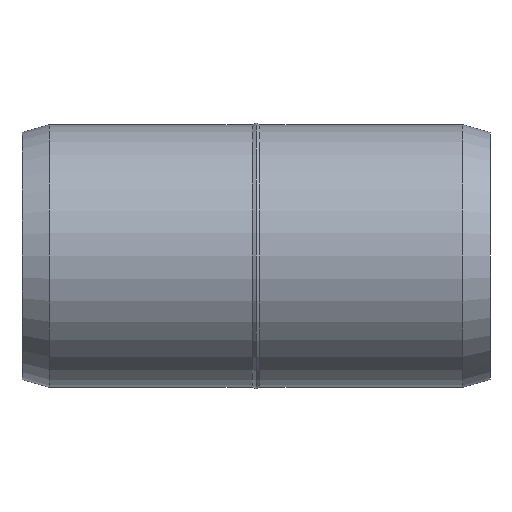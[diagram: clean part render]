
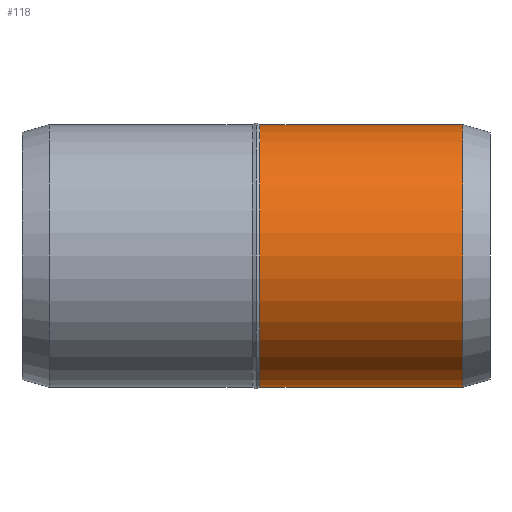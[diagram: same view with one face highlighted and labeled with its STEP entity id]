
A CAD part, front view. The second image highlights one B-rep face of the part: STEP entity #118.
In plain terms, the highlighted cylindrical face has radius 16.85 mm (diameter 33.7 mm), a partial arc.
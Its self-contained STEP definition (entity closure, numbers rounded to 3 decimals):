
#2 = EDGE_CURVE ( 'NONE', #393, #363, #298, .T. ) ;
#8 = CARTESIAN_POINT ( 'NONE',  ( 0.5, 0., -16.85 ) ) ;
#24 = CYLINDRICAL_SURFACE ( 'NONE', #89, 16.85 ) ;
#26 = DIRECTION ( 'NONE',  ( 0., 0., 1. ) ) ;
#30 = EDGE_CURVE ( 'NONE', #363, #332, #284, .T. ) ;
#36 = ORIENTED_EDGE ( 'NONE', *, *, #30, .F. ) ;
#53 = VERTEX_POINT ( 'NONE', #408 ) ;
#74 = DIRECTION ( 'NONE',  ( 1., 0., 0. ) ) ;
#86 = ORIENTED_EDGE ( 'NONE', *, *, #342, .T. ) ;
#89 = AXIS2_PLACEMENT_3D ( 'NONE', #253, #74, #250 ) ;
#93 = AXIS2_PLACEMENT_3D ( 'NONE', #249, #219, #26 ) ;
#101 = DIRECTION ( 'NONE',  ( 0., 0., 1. ) ) ;
#105 = ORIENTED_EDGE ( 'NONE', *, *, #322, .T. ) ;
#118 = ADVANCED_FACE ( 'NONE', ( #365 ), #24, .T. ) ;
#120 = AXIS2_PLACEMENT_3D ( 'NONE', #275, #431, #101 ) ;
#171 = EDGE_LOOP ( 'NONE', ( #351, #105, #86, #36 ) ) ;
#185 = VECTOR ( 'NONE', #388, 1000. ) ;
#211 = DIRECTION ( 'NONE',  ( 1., 0., 0. ) ) ;
#219 = DIRECTION ( 'NONE',  ( -1., 0., 0. ) ) ;
#249 = CARTESIAN_POINT ( 'NONE',  ( 0.5, 0., 0. ) ) ;
#250 = DIRECTION ( 'NONE',  ( 0., 0., 1. ) ) ;
#253 = CARTESIAN_POINT ( 'NONE',  ( 50., 0., 0. ) ) ;
#275 = CARTESIAN_POINT ( 'NONE',  ( 26.5, 0., 0. ) ) ;
#284 = LINE ( 'NONE', #293, #490 ) ;
#293 = CARTESIAN_POINT ( 'NONE',  ( 50., 0., 16.85 ) ) ;
#298 = CIRCLE ( 'NONE', #93, 16.85 ) ;
#308 = CIRCLE ( 'NONE', #120, 16.85 ) ;
#322 = EDGE_CURVE ( 'NONE', #393, #53, #397, .T. ) ;
#332 = VERTEX_POINT ( 'NONE', #428 ) ;
#342 = EDGE_CURVE ( 'NONE', #53, #332, #308, .T. ) ;
#345 = CARTESIAN_POINT ( 'NONE',  ( 0.5, 0., 16.85 ) ) ;
#351 = ORIENTED_EDGE ( 'NONE', *, *, #2, .F. ) ;
#363 = VERTEX_POINT ( 'NONE', #345 ) ;
#365 = FACE_OUTER_BOUND ( 'NONE', #171, .T. ) ;
#388 = DIRECTION ( 'NONE',  ( 1., 0., 0. ) ) ;
#393 = VERTEX_POINT ( 'NONE', #8 ) ;
#397 = LINE ( 'NONE', #423, #185 ) ;
#408 = CARTESIAN_POINT ( 'NONE',  ( 26.5, 0., -16.85 ) ) ;
#423 = CARTESIAN_POINT ( 'NONE',  ( 50., 0., -16.85 ) ) ;
#428 = CARTESIAN_POINT ( 'NONE',  ( 26.5, 0., 16.85 ) ) ;
#431 = DIRECTION ( 'NONE',  ( -1., 0., 0. ) ) ;
#490 = VECTOR ( 'NONE', #211, 1000. ) ;
